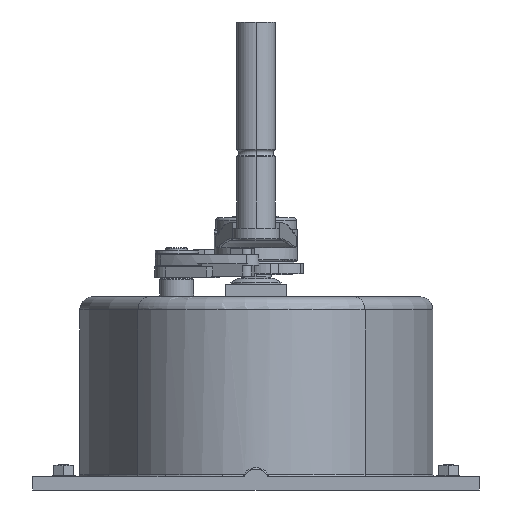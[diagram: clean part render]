
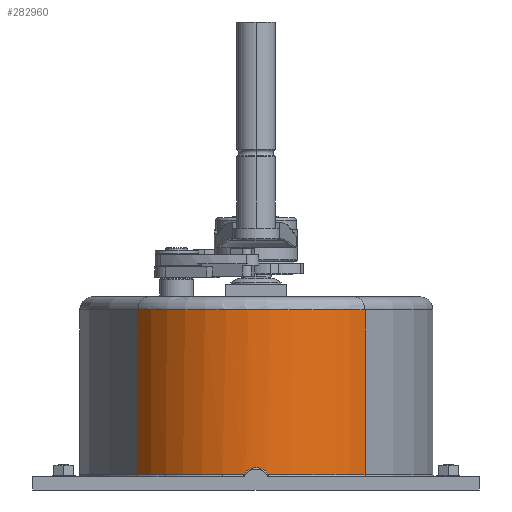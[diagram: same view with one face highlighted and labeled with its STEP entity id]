
A CAD part, front view. The second image highlights one B-rep face of the part: STEP entity #282960.
In plain terms, the highlighted cylindrical face has radius 90 mm (diameter 180 mm), a partial arc.
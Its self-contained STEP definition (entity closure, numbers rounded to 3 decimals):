
#279070=CARTESIAN_POINT('',(215.829,36.973,-115.5));
#279080=VERTEX_POINT('',#279070);
#279130=CARTESIAN_POINT('',(215.829,36.973,0.));
#279140=DIRECTION('',(0.,0.,-1.));
#279150=VECTOR('',#279140,1.);
#279160=LINE('',#279130,#279150);
#279170=CARTESIAN_POINT('',(215.829,36.973,-8.5));
#279180=VERTEX_POINT('',#279170);
#279190=EDGE_CURVE('',#279180,#279080,#279160,.T.);
#281850=CARTESIAN_POINT('',(145.,92.5,0.));
#281860=DIRECTION('',(0.,0.,1.));
#281870=DIRECTION('',(1.,0.,0.));
#281880=AXIS2_PLACEMENT_3D('',#281850,#281860,#281870);
#281890=CYLINDRICAL_SURFACE('',#281880,90.);
#281900=CARTESIAN_POINT('',(145.,92.5,-8.5));
#281910=DIRECTION('',(0.,0.,1.));
#281920=DIRECTION('',(1.,0.,0.));
#281930=AXIS2_PLACEMENT_3D('',#281900,#281910,#281920);
#281940=CIRCLE('',#281930,90.);
#281950=CARTESIAN_POINT('',(68.307,45.403,-8.5));
#281960=VERTEX_POINT('',#281950);
#281970=EDGE_CURVE('',#281960,#279180,#281940,.T.);
#281980=ORIENTED_EDGE('',*,*,#281970,.F.);
#281990=ORIENTED_EDGE('',*,*,#279190,.F.);
#282000=CARTESIAN_POINT('',(145.,92.5,-115.5));
#282010=DIRECTION('',(0.,0.,1.));
#282020=DIRECTION('',(1.,0.,0.));
#282030=AXIS2_PLACEMENT_3D('',#282000,#282010,#282020);
#282040=CIRCLE('',#282030,90.);
#282050=CARTESIAN_POINT('',(152.989,2.855,-115.5));
#282060=VERTEX_POINT('',#282050);
#282070=EDGE_CURVE('',#282060,#279080,#282040,.T.);
#282080=ORIENTED_EDGE('',*,*,#282070,.T.);
#282090=CARTESIAN_POINT('',(152.989,2.855,-115.5));
#282100=CARTESIAN_POINT('',(152.964,2.853,
-115.459));
#282110=CARTESIAN_POINT('',(152.939,2.851,
-115.419));
#282120=CARTESIAN_POINT('',(152.885,2.846,
-115.333));
#282130=CARTESIAN_POINT('',(152.856,2.844,
-115.288));
#282140=CARTESIAN_POINT('',(152.72,2.832,
-115.081));
#282150=CARTESIAN_POINT('',(152.608,2.822,
-114.922));
#282160=CARTESIAN_POINT('',(152.375,2.803,
-114.611));
#282170=CARTESIAN_POINT('',(152.254,2.793,
-114.46));
#282180=CARTESIAN_POINT('',(152.003,2.773,
-114.164));
#282190=CARTESIAN_POINT('',(151.873,2.763,
-114.02));
#282200=CARTESIAN_POINT('',(151.604,2.743,
-113.74));
#282210=CARTESIAN_POINT('',(151.466,2.732,
-113.605));
#282220=CARTESIAN_POINT('',(151.038,2.702,
-113.211));
#282230=CARTESIAN_POINT('',(150.737,2.682,
-112.966));
#282240=CARTESIAN_POINT('',(150.264,2.654,
-112.629));
#282250=CARTESIAN_POINT('',(150.103,2.645,
-112.521));
#282260=CARTESIAN_POINT('',(149.775,2.627,
-112.316));
#282270=CARTESIAN_POINT('',(149.608,2.618,
-112.219));
#282280=CARTESIAN_POINT('',(149.268,2.601,
-112.035));
#282290=CARTESIAN_POINT('',(149.096,2.593,
-111.948));
#282300=CARTESIAN_POINT('',(148.746,2.578,
-111.786));
#282310=CARTESIAN_POINT('',(148.569,2.571,
-111.71));
#282320=CARTESIAN_POINT('',(148.209,2.557,
-111.569));
#282330=CARTESIAN_POINT('',(148.028,2.551,
-111.505));
#282340=CARTESIAN_POINT('',(147.66,2.539,
-111.387));
#282350=CARTESIAN_POINT('',(147.475,2.534,
-111.333));
#282360=CARTESIAN_POINT('',(147.101,2.524,
-111.239));
#282370=CARTESIAN_POINT('',(146.913,2.52,
-111.197));
#282380=CARTESIAN_POINT('',(146.534,2.513,
-111.125));
#282390=CARTESIAN_POINT('',(146.344,2.51,
-111.096));
#282400=CARTESIAN_POINT('',(145.961,2.505,
-111.048));
#282410=CARTESIAN_POINT('',(145.769,2.503,
-111.03));
#282420=CARTESIAN_POINT('',(145.385,2.501,
-111.006));
#282430=CARTESIAN_POINT('',(145.192,2.5,
-111.));
#282440=CARTESIAN_POINT('',(144.807,2.5,
-111.));
#282450=CARTESIAN_POINT('',(144.614,2.501,
-111.006));
#282460=CARTESIAN_POINT('',(144.229,2.503,
-111.03));
#282470=CARTESIAN_POINT('',(144.037,2.505,
-111.048));
#282480=CARTESIAN_POINT('',(143.655,2.51,
-111.096));
#282490=CARTESIAN_POINT('',(143.464,2.513,
-111.126));
#282500=CARTESIAN_POINT('',(143.086,2.52,
-111.197));
#282510=CARTESIAN_POINT('',(142.897,2.524,
-111.239));
#282520=CARTESIAN_POINT('',(142.524,2.534,
-111.334));
#282530=CARTESIAN_POINT('',(142.338,2.539,
-111.387));
#282540=CARTESIAN_POINT('',(141.971,2.551,
-111.505));
#282550=CARTESIAN_POINT('',(141.789,2.557,
-111.57));
#282560=CARTESIAN_POINT('',(141.43,2.571,
-111.71));
#282570=CARTESIAN_POINT('',(141.253,2.578,
-111.786));
#282580=CARTESIAN_POINT('',(140.903,2.593,
-111.949));
#282590=CARTESIAN_POINT('',(140.73,2.601,
-112.035));
#282600=CARTESIAN_POINT('',(140.391,2.618,
-112.22));
#282610=CARTESIAN_POINT('',(140.223,2.627,
-112.317));
#282620=CARTESIAN_POINT('',(139.895,2.645,
-112.522));
#282630=CARTESIAN_POINT('',(139.734,2.654,
-112.63));
#282640=CARTESIAN_POINT('',(139.262,2.683,
-112.967));
#282650=CARTESIAN_POINT('',(138.961,2.702,
-113.212));
#282660=CARTESIAN_POINT('',(138.533,2.733,
-113.606));
#282670=CARTESIAN_POINT('',(138.394,2.743,
-113.741));
#282680=CARTESIAN_POINT('',(138.126,2.763,
-114.021));
#282690=CARTESIAN_POINT('',(137.996,2.773,
-114.165));
#282700=CARTESIAN_POINT('',(137.745,2.793,
-114.461));
#282710=CARTESIAN_POINT('',(137.624,2.803,
-114.613));
#282720=CARTESIAN_POINT('',(137.391,2.822,
-114.924));
#282730=CARTESIAN_POINT('',(137.279,2.832,
-115.083));
#282740=CARTESIAN_POINT('',(137.144,2.844,
-115.289));
#282750=CARTESIAN_POINT('',(137.115,2.846,
-115.334));
#282760=CARTESIAN_POINT('',(137.061,2.851,
-115.419));
#282770=CARTESIAN_POINT('',(137.036,2.853,
-115.459));
#282780=CARTESIAN_POINT('',(137.011,2.855,-115.5));
#282790=B_SPLINE_CURVE_WITH_KNOTS('',3,(#282090,#282100,#282110,#282120,
#282130,#282140,#282150,#282160,#282170,#282180,#282190,#282200,#282210,
#282220,#282230,#282240,#282250,#282260,#282270,#282280,#282290,#282300,
#282310,#282320,#282330,#282340,#282350,#282360,#282370,#282380,#282390,
#282400,#282410,#282420,#282430,#282440,#282450,#282460,#282470,#282480,
#282490,#282500,#282510,#282520,#282530,#282540,#282550,#282560,#282570,
#282580,#282590,#282600,#282610,#282620,#282630,#282640,#282650,#282660,
#282670,#282680,#282690,#282700,#282710,#282720,#282730,#282740,#282750,
#282760,#282770,#282780),.UNSPECIFIED.,.F.,.F.,(4,2,2,2,2,2,2,2,2,2,2,2,
2,2,2,2,2,2,2,2,2,2,2,2,2,2,2,2,2,2,2,2,2,2,4),(0.,0.136,
0.288,0.842,1.396,1.949,
2.503,3.609,4.162,4.714,
5.266,5.817,6.368,6.919,
7.47,8.021,8.571,9.122,
9.673,10.224,10.774,11.325,
11.876,12.427,12.978,13.53,
14.082,14.635,15.741,16.295,
16.848,17.402,17.956,18.107,
18.243),.UNSPECIFIED.);
#282800=CARTESIAN_POINT('',(137.011,2.855,-115.5));
#282810=VERTEX_POINT('',#282800);
#282820=EDGE_CURVE('',#282060,#282810,#282790,.T.);
#282830=ORIENTED_EDGE('',*,*,#282820,.F.);
#282840=CARTESIAN_POINT('',(68.307,45.403,-115.5));
#282850=VERTEX_POINT('',#282840);
#282860=EDGE_CURVE('',#282850,#282810,#282040,.T.);
#282870=ORIENTED_EDGE('',*,*,#282860,.T.);
#282880=CARTESIAN_POINT('',(68.307,45.403,0.));
#282890=DIRECTION('',(0.,0.,-1.));
#282900=VECTOR('',#282890,1.);
#282910=LINE('',#282880,#282900);
#282920=EDGE_CURVE('',#281960,#282850,#282910,.T.);
#282930=ORIENTED_EDGE('',*,*,#282920,.T.);
#282940=EDGE_LOOP('',(#282930,#282870,#282830,#282080,#281990,#281980));
#282950=FACE_OUTER_BOUND('',#282940,.T.);
#282960=ADVANCED_FACE('',(#282950),#281890,.T.);
